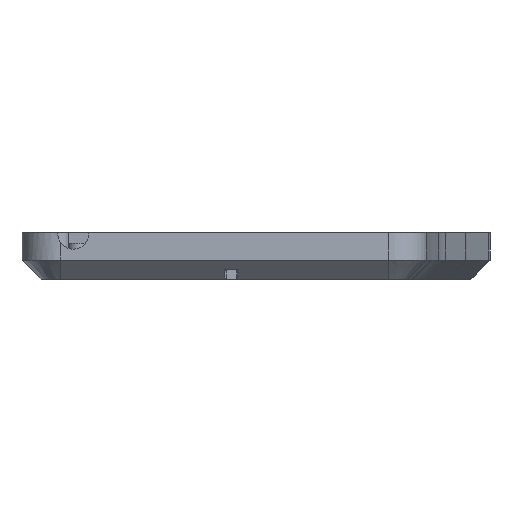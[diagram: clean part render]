
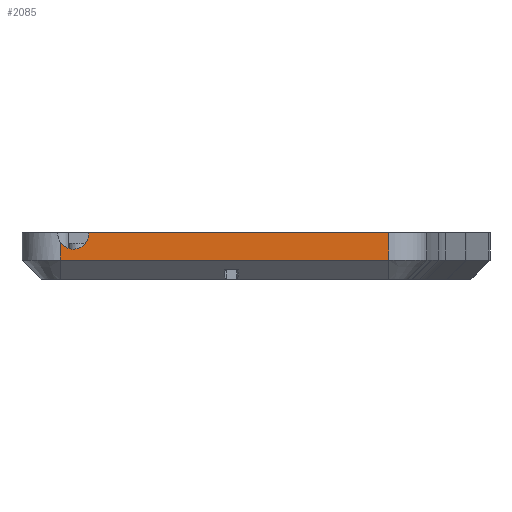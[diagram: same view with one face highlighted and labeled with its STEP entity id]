
A CAD part, left-side view. The second image highlights one B-rep face of the part: STEP entity #2085.
In plain terms, the highlighted planar face has unit normal (-1, -0.003, 0).
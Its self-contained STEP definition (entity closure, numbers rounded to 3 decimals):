
#69=PLANE('',#2236);
#136=FACE_OUTER_BOUND('',#270,.T.);
#270=EDGE_LOOP('',(#1422,#1423,#1424,#1425,#1426));
#448=CIRCLE('',#2235,6.5);
#562=LINE('',#3180,#739);
#563=LINE('',#3182,#740);
#564=LINE('',#3184,#741);
#565=LINE('',#3185,#742);
#739=VECTOR('',#2495,10.);
#740=VECTOR('',#2496,10.);
#741=VECTOR('',#2497,10.);
#742=VECTOR('',#2498,10.);
#915=VERTEX_POINT('',#3162);
#918=VERTEX_POINT('',#3168);
#919=VERTEX_POINT('',#3179);
#920=VERTEX_POINT('',#3181);
#921=VERTEX_POINT('',#3183);
#1114=EDGE_CURVE('',#915,#918,#448,.T.);
#1115=EDGE_CURVE('',#919,#918,#562,.T.);
#1116=EDGE_CURVE('',#920,#919,#563,.T.);
#1117=EDGE_CURVE('',#920,#921,#564,.T.);
#1118=EDGE_CURVE('',#915,#921,#565,.T.);
#1422=ORIENTED_EDGE('',*,*,#1114,.T.);
#1423=ORIENTED_EDGE('',*,*,#1115,.F.);
#1424=ORIENTED_EDGE('',*,*,#1116,.F.);
#1425=ORIENTED_EDGE('',*,*,#1117,.T.);
#1426=ORIENTED_EDGE('',*,*,#1118,.F.);
#2085=ADVANCED_FACE('',(#136),#69,.T.);
#2235=AXIS2_PLACEMENT_3D('',#3177,#2491,#2492);
#2236=AXIS2_PLACEMENT_3D('',#3178,#2493,#2494);
#2491=DIRECTION('center_axis',(1.,0.003,0.));
#2492=DIRECTION('ref_axis',(0.003,-1.,0.));
#2493=DIRECTION('center_axis',(-1.,-0.003,
0.));
#2494=DIRECTION('ref_axis',(-0.003,1.,0.));
#2495=DIRECTION('',(0.,0.,1.));
#2496=DIRECTION('',(-0.003,1.,0.));
#2497=DIRECTION('',(0.,0.,1.));
#2498=DIRECTION('',(0.003,-1.,0.));
#3162=CARTESIAN_POINT('',(13.733,129.381,4.5));
#3168=CARTESIAN_POINT('',(13.693,141.244,0.441));
#3177=CARTESIAN_POINT('Origin',(13.711,135.869,4.095));
#3178=CARTESIAN_POINT('Origin',(14.2,-10.749,0.));
#3179=CARTESIAN_POINT('',(13.693,141.244,-7.));
#3180=CARTESIAN_POINT('',(13.693,141.244,1.5));
#3181=CARTESIAN_POINT('',(14.15,4.485,-7.));
#3182=CARTESIAN_POINT('',(14.086,23.629,-7.));
#3183=CARTESIAN_POINT('',(14.15,4.485,4.5));
#3184=CARTESIAN_POINT('',(14.15,4.485,1.5));
#3185=CARTESIAN_POINT('',(14.155,2.973,4.5));
